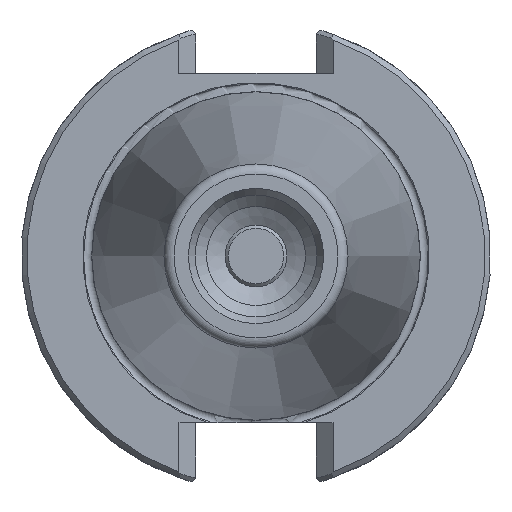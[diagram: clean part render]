
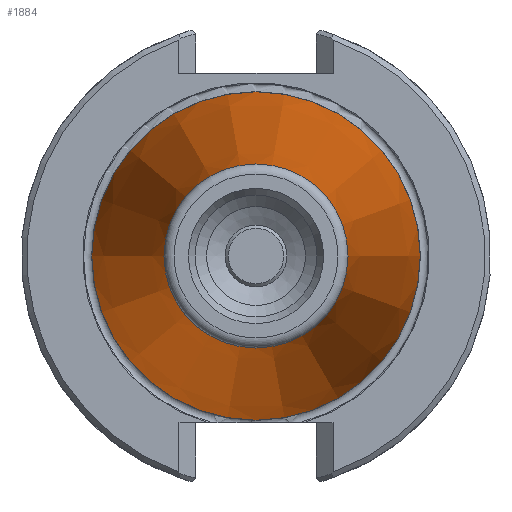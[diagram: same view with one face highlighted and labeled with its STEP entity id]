
A CAD part, left-side view. The second image highlights one B-rep face of the part: STEP entity #1884.
In plain terms, the highlighted conical face has half-angle 8.297 degrees and reference radius 17.248 mm.
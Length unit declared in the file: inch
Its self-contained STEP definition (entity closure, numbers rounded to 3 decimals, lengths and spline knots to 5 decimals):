
#92=CONICAL_SURFACE('',#2190,0.67904,0.145);
#412=FACE_BOUND('',#665,.T.);
#506=FACE_OUTER_BOUND('',#664,.T.);
#664=EDGE_LOOP('',(#1558));
#665=EDGE_LOOP('',(#1559));
#798=CIRCLE('',#2177,0.875);
#804=CIRCLE('',#2188,0.48982);
#963=VERTEX_POINT('',#3750);
#969=VERTEX_POINT('',#3767);
#1181=EDGE_CURVE('',#963,#963,#798,.T.);
#1187=EDGE_CURVE('',#969,#969,#804,.T.);
#1558=ORIENTED_EDGE('',*,*,#1181,.F.);
#1559=ORIENTED_EDGE('',*,*,#1187,.F.);
#1884=ADVANCED_FACE('',(#506,#412),#92,.T.);
#2177=AXIS2_PLACEMENT_3D('',#3751,#2632,#2633);
#2188=AXIS2_PLACEMENT_3D('',#3768,#2654,#2655);
#2190=AXIS2_PLACEMENT_3D('',#3770,#2658,#2659);
#2632=DIRECTION('center_axis',(1.,0.,0.));
#2633=DIRECTION('ref_axis',(0.,1.,0.));
#2654=DIRECTION('center_axis',(-1.,0.,0.));
#2655=DIRECTION('ref_axis',(0.,-1.,0.));
#2658=DIRECTION('center_axis',(1.,0.,0.));
#2659=DIRECTION('ref_axis',(0.,1.,0.));
#3750=CARTESIAN_POINT('',(0.,0.875,0.));
#3751=CARTESIAN_POINT('Origin',(0.,0.,0.));
#3767=CARTESIAN_POINT('',(-2.64129,0.48982,0.));
#3768=CARTESIAN_POINT('Origin',(-2.64129,0.,
0.));
#3770=CARTESIAN_POINT('Origin',(-1.34375,0.,0.));
